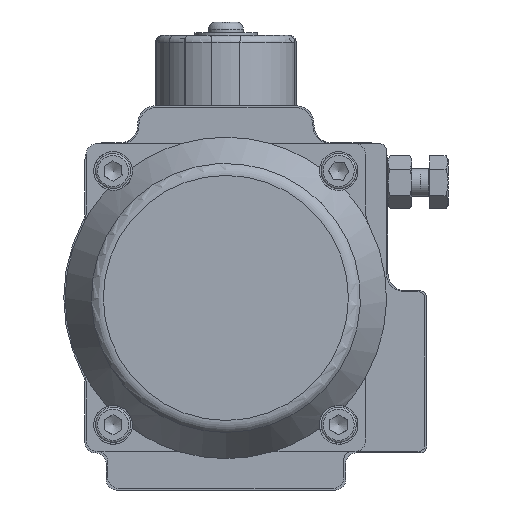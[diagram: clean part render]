
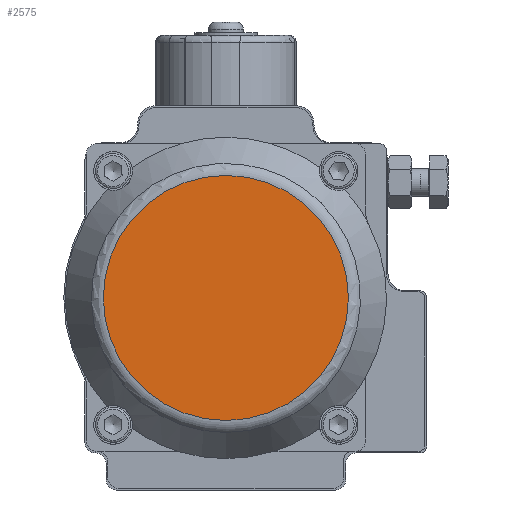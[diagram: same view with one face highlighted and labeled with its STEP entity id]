
A CAD part, front view. The second image highlights one B-rep face of the part: STEP entity #2575.
In plain terms, the highlighted planar face has unit normal (0, -1, 0).
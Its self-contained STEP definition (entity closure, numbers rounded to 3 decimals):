
#1030=PLANE('',#17572);
#2575=ADVANCED_FACE('',(#3724),#1030,.T.);
#3724=FACE_OUTER_BOUND('',#4762,.T.);
#4762=EDGE_LOOP('',(#9197));
#6300=CIRCLE('',#17571,34.763);
#9197=ORIENTED_EDGE('',*,*,#13883,.T.);
#11978=VERTEX_POINT('',#63671);
#13883=EDGE_CURVE('',#11978,#11978,#6300,.T.);
#17571=AXIS2_PLACEMENT_3D('',#63670,#20801,#20802);
#17572=AXIS2_PLACEMENT_3D('',#63672,#20803,#20804);
#20801=DIRECTION('',(0.,-1.,0.));
#20802=DIRECTION('',(0.,0.,-1.));
#20803=DIRECTION('',(0.,-1.,0.));
#20804=DIRECTION('',(0.,0.,-1.));
#63670=CARTESIAN_POINT('',(0.,-23.,0.));
#63671=CARTESIAN_POINT('',(0.,-23.,-34.763));
#63672=CARTESIAN_POINT('',(0.,-23.,0.));
